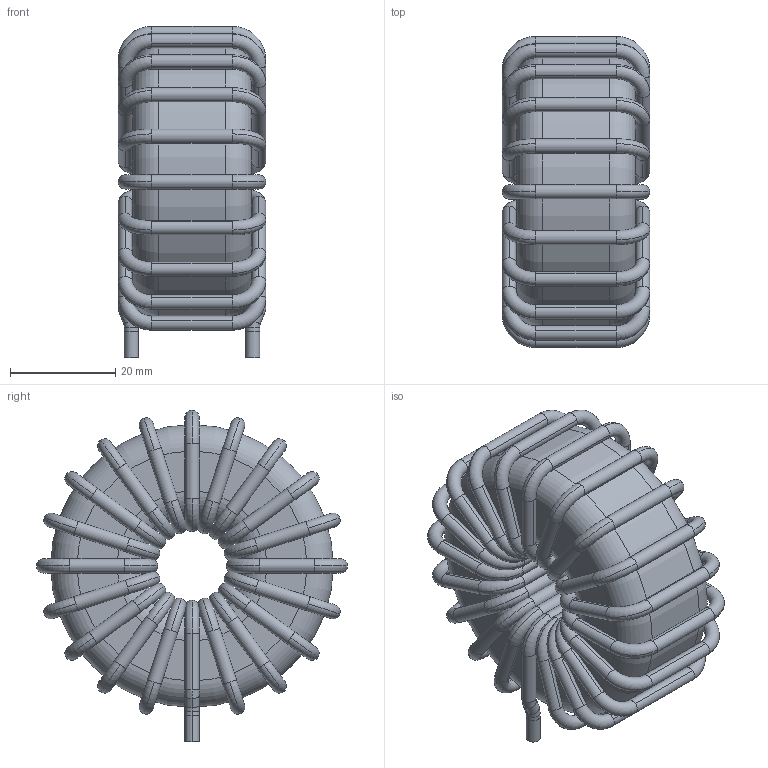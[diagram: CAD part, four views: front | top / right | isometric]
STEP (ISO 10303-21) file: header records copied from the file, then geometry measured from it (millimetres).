
FILE_DESCRIPTION((''),'2;1');
FILE_NAME('IND_COOPER_CTX20-16-52-R.stp','2012-04-19T09:13:24',(''),(''),'Mechanical Desktop 2011','Mechanical Desktop 2011',', , ');
FILE_SCHEMA(('AUTOMOTIVE_DESIGN { 1 2 10303 214 1 1 1 1 }'));
Length unit declared in the file: millimetre
Products named in the file (1): Product
Bounding box: 28 x 59 x 62.8 mm (x, y, z)
Volume: 51959.9 mm3; surface area: 22107.4 mm2
Topology: 25 solids, 25 shells, 358 faces, 1027 edges, 681 vertices
Faces by surface type: torus 168, cylinder 166, bspline 16, plane 8
Entity records: 12555 total; most frequent: DIRECTION 2566, CARTESIAN_POINT 2271, ORIENTED_EDGE 2054, AXIS2_PLACEMENT_3D 1196, EDGE_CURVE 1027, CIRCLE 853, VERTEX_POINT 681, EDGE_LOOP 360
